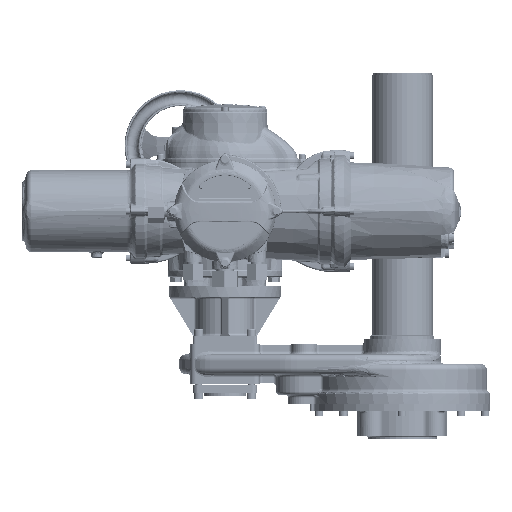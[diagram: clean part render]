
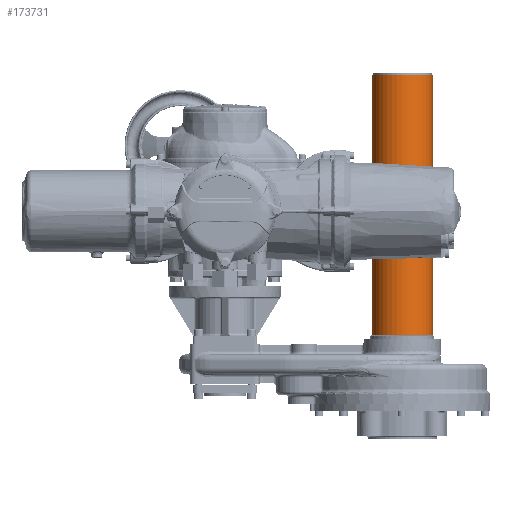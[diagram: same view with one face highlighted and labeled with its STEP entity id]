
A CAD part, front view. The second image highlights one B-rep face of the part: STEP entity #173731.
In plain terms, the highlighted cylindrical face has radius 57.15 mm (diameter 114.3 mm), a full revolution.
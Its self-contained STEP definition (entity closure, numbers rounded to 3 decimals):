
#12477=CYLINDRICAL_SURFACE('',#182235,57.15);
#24895=ORIENTED_EDGE('',*,*,#61685,.F.);
#24896=ORIENTED_EDGE('',*,*,#61686,.T.);
#61685=EDGE_CURVE('',#80197,#80197,#91728,.F.);
#61686=EDGE_CURVE('',#80198,#80198,#91729,.T.);
#80197=VERTEX_POINT('',#226442);
#80198=VERTEX_POINT('',#226444);
#91728=CIRCLE('',#182236,57.15);
#91729=CIRCLE('',#182237,57.15);
#98360=EDGE_LOOP('',(#24895));
#98361=EDGE_LOOP('',(#24896));
#107308=FACE_BOUND('',#98360,.T.);
#107309=FACE_BOUND('',#98361,.T.);
#173731=ADVANCED_FACE('',(#107308,#107309),#12477,.T.);
#182235=AXIS2_PLACEMENT_3D('',#226440,#195613,#195614);
#182236=AXIS2_PLACEMENT_3D('',#226441,#195615,#195616);
#182237=AXIS2_PLACEMENT_3D('',#226443,#195617,#195618);
#195613=DIRECTION('',(0.,0.,-1.));
#195614=DIRECTION('',(-1.,0.,0.));
#195615=DIRECTION('',(0.,0.,-1.));
#195616=DIRECTION('',(-1.,0.,0.));
#195617=DIRECTION('',(0.,0.,1.));
#195618=DIRECTION('',(0.,1.,0.));
#226440=CARTESIAN_POINT('',(0.,0.,934.));
#226441=CARTESIAN_POINT('',(0.,0.,400.));
#226442=CARTESIAN_POINT('',(-57.15,0.,400.));
#226443=CARTESIAN_POINT('',(0.,0.,-96.75));
#226444=CARTESIAN_POINT('',(0.,57.15,-96.75));
